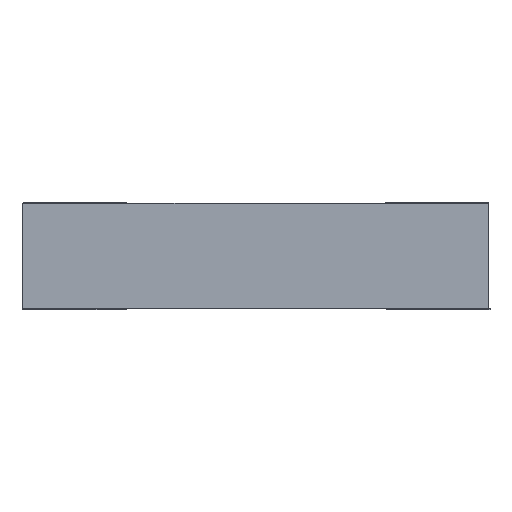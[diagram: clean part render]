
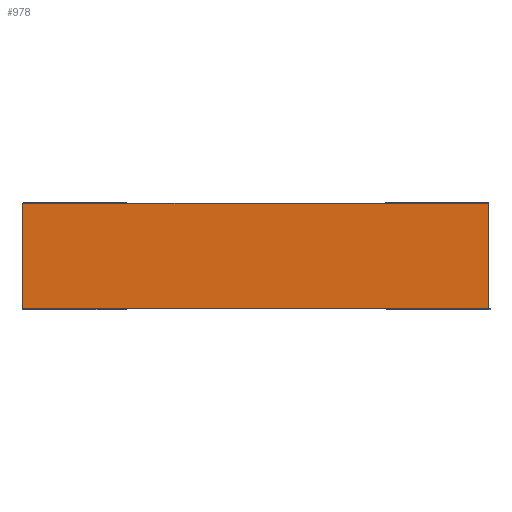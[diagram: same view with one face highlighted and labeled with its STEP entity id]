
A CAD part, front view. The second image highlights one B-rep face of the part: STEP entity #978.
In plain terms, the highlighted planar face has unit normal (0, -1, 0).
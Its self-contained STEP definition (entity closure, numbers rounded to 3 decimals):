
#33 = VERTEX_POINT('',#34);
#34 = CARTESIAN_POINT('',(-2.6,-1.8,0.));
#43 = PLANE('',#44);
#44 = AXIS2_PLACEMENT_3D('',#45,#46,#47);
#45 = CARTESIAN_POINT('',(-2.6,-1.8,0.));
#46 = DIRECTION('',(-1.,0.,0.));
#47 = DIRECTION('',(0.,1.,0.));
#55 = PLANE('',#56);
#56 = AXIS2_PLACEMENT_3D('',#57,#58,#59);
#57 = CARTESIAN_POINT('',(-2.6,1.8,0.));
#58 = DIRECTION('',(0.,0.,1.));
#59 = DIRECTION('',(1.,0.,0.));
#67 = EDGE_CURVE('',#33,#68,#70,.T.);
#68 = VERTEX_POINT('',#69);
#69 = CARTESIAN_POINT('',(-2.6,-1.8,1.18));
#70 = SURFACE_CURVE('',#71,(#75,#82),.PCURVE_S1.);
#71 = LINE('',#72,#73);
#72 = CARTESIAN_POINT('',(-2.6,-1.8,0.));
#73 = VECTOR('',#74,1.);
#74 = DIRECTION('',(0.,0.,1.));
#75 = PCURVE('',#43,#76);
#76 = DEFINITIONAL_REPRESENTATION('',(#77),#81);
#77 = LINE('',#78,#79);
#78 = CARTESIAN_POINT('',(0.,0.));
#79 = VECTOR('',#80,1.);
#80 = DIRECTION('',(0.,-1.));
#81 = ( GEOMETRIC_REPRESENTATION_CONTEXT(2) 
PARAMETRIC_REPRESENTATION_CONTEXT() REPRESENTATION_CONTEXT('2D SPACE',''
  ) );
#82 = PCURVE('',#83,#88);
#83 = PLANE('',#84);
#84 = AXIS2_PLACEMENT_3D('',#85,#86,#87);
#85 = CARTESIAN_POINT('',(2.6,-1.8,0.));
#86 = DIRECTION('',(0.,-1.,0.));
#87 = DIRECTION('',(-1.,0.,0.));
#88 = DEFINITIONAL_REPRESENTATION('',(#89),#93);
#89 = LINE('',#90,#91);
#90 = CARTESIAN_POINT('',(5.2,0.));
#91 = VECTOR('',#92,1.);
#92 = DIRECTION('',(0.,-1.));
#93 = ( GEOMETRIC_REPRESENTATION_CONTEXT(2) 
PARAMETRIC_REPRESENTATION_CONTEXT() REPRESENTATION_CONTEXT('2D SPACE',''
  ) );
#111 = PLANE('',#112);
#112 = AXIS2_PLACEMENT_3D('',#113,#114,#115);
#113 = CARTESIAN_POINT('',(-2.6,1.8,1.18));
#114 = DIRECTION('',(0.,0.,1.));
#115 = DIRECTION('',(1.,0.,0.));
#400 = EDGE_CURVE('',#401,#33,#403,.T.);
#401 = VERTEX_POINT('',#402);
#402 = CARTESIAN_POINT('',(2.6,-1.8,0.));
#403 = SURFACE_CURVE('',#404,(#408,#415),.PCURVE_S1.);
#404 = LINE('',#405,#406);
#405 = CARTESIAN_POINT('',(2.6,-1.8,0.));
#406 = VECTOR('',#407,1.);
#407 = DIRECTION('',(-1.,0.,0.));
#408 = PCURVE('',#55,#409);
#409 = DEFINITIONAL_REPRESENTATION('',(#410),#414);
#410 = LINE('',#411,#412);
#411 = CARTESIAN_POINT('',(5.2,-3.6));
#412 = VECTOR('',#413,1.);
#413 = DIRECTION('',(-1.,0.));
#414 = ( GEOMETRIC_REPRESENTATION_CONTEXT(2) 
PARAMETRIC_REPRESENTATION_CONTEXT() REPRESENTATION_CONTEXT('2D SPACE',''
  ) );
#415 = PCURVE('',#83,#416);
#416 = DEFINITIONAL_REPRESENTATION('',(#417),#421);
#417 = LINE('',#418,#419);
#418 = CARTESIAN_POINT('',(0.,0.));
#419 = VECTOR('',#420,1.);
#420 = DIRECTION('',(1.,0.));
#421 = ( GEOMETRIC_REPRESENTATION_CONTEXT(2) 
PARAMETRIC_REPRESENTATION_CONTEXT() REPRESENTATION_CONTEXT('2D SPACE',''
  ) );
#439 = PLANE('',#440);
#440 = AXIS2_PLACEMENT_3D('',#441,#442,#443);
#441 = CARTESIAN_POINT('',(2.6,1.8,0.));
#442 = DIRECTION('',(1.,0.,0.));
#443 = DIRECTION('',(0.,-1.,0.));
#930 = EDGE_CURVE('',#931,#68,#933,.T.);
#931 = VERTEX_POINT('',#932);
#932 = CARTESIAN_POINT('',(-1.216,-1.8,1.18));
#933 = SURFACE_CURVE('',#934,(#938,#945),.PCURVE_S1.);
#934 = LINE('',#935,#936);
#935 = CARTESIAN_POINT('',(2.6,-1.8,1.18));
#936 = VECTOR('',#937,1.);
#937 = DIRECTION('',(-1.,0.,0.));
#938 = PCURVE('',#111,#939);
#939 = DEFINITIONAL_REPRESENTATION('',(#940),#944);
#940 = LINE('',#941,#942);
#941 = CARTESIAN_POINT('',(5.2,-3.6));
#942 = VECTOR('',#943,1.);
#943 = DIRECTION('',(-1.,0.));
#944 = ( GEOMETRIC_REPRESENTATION_CONTEXT(2) 
PARAMETRIC_REPRESENTATION_CONTEXT() REPRESENTATION_CONTEXT('2D SPACE',''
  ) );
#945 = PCURVE('',#83,#946);
#946 = DEFINITIONAL_REPRESENTATION('',(#947),#951);
#947 = LINE('',#948,#949);
#948 = CARTESIAN_POINT('',(0.,-1.18));
#949 = VECTOR('',#950,1.);
#950 = DIRECTION('',(1.,0.));
#951 = ( GEOMETRIC_REPRESENTATION_CONTEXT(2) 
PARAMETRIC_REPRESENTATION_CONTEXT() REPRESENTATION_CONTEXT('2D SPACE',''
  ) );
#978 = ADVANCED_FACE('',(#979),#83,.T.);
#979 = FACE_BOUND('',#980,.T.);
#980 = EDGE_LOOP('',(#981,#1004,#1032,#1058,#1059,#1060));
#981 = ORIENTED_EDGE('',*,*,#982,.T.);
#982 = EDGE_CURVE('',#401,#983,#985,.T.);
#983 = VERTEX_POINT('',#984);
#984 = CARTESIAN_POINT('',(2.6,-1.8,1.18));
#985 = SURFACE_CURVE('',#986,(#990,#997),.PCURVE_S1.);
#986 = LINE('',#987,#988);
#987 = CARTESIAN_POINT('',(2.6,-1.8,0.));
#988 = VECTOR('',#989,1.);
#989 = DIRECTION('',(0.,0.,1.));
#990 = PCURVE('',#83,#991);
#991 = DEFINITIONAL_REPRESENTATION('',(#992),#996);
#992 = LINE('',#993,#994);
#993 = CARTESIAN_POINT('',(0.,0.));
#994 = VECTOR('',#995,1.);
#995 = DIRECTION('',(0.,-1.));
#996 = ( GEOMETRIC_REPRESENTATION_CONTEXT(2) 
PARAMETRIC_REPRESENTATION_CONTEXT() REPRESENTATION_CONTEXT('2D SPACE',''
  ) );
#997 = PCURVE('',#439,#998);
#998 = DEFINITIONAL_REPRESENTATION('',(#999),#1003);
#999 = LINE('',#1000,#1001);
#1000 = CARTESIAN_POINT('',(3.6,0.));
#1001 = VECTOR('',#1002,1.);
#1002 = DIRECTION('',(0.,-1.));
#1003 = ( GEOMETRIC_REPRESENTATION_CONTEXT(2) 
PARAMETRIC_REPRESENTATION_CONTEXT() REPRESENTATION_CONTEXT('2D SPACE',''
  ) );
#1004 = ORIENTED_EDGE('',*,*,#1005,.T.);
#1005 = EDGE_CURVE('',#983,#1006,#1008,.T.);
#1006 = VERTEX_POINT('',#1007);
#1007 = CARTESIAN_POINT('',(-0.816,-1.8,1.18));
#1008 = SURFACE_CURVE('',#1009,(#1013,#1020),.PCURVE_S1.);
#1009 = LINE('',#1010,#1011);
#1010 = CARTESIAN_POINT('',(2.6,-1.8,1.18));
#1011 = VECTOR('',#1012,1.);
#1012 = DIRECTION('',(-1.,0.,0.));
#1013 = PCURVE('',#83,#1014);
#1014 = DEFINITIONAL_REPRESENTATION('',(#1015),#1019);
#1015 = LINE('',#1016,#1017);
#1016 = CARTESIAN_POINT('',(0.,-1.18));
#1017 = VECTOR('',#1018,1.);
#1018 = DIRECTION('',(1.,0.));
#1019 = ( GEOMETRIC_REPRESENTATION_CONTEXT(2) 
PARAMETRIC_REPRESENTATION_CONTEXT() REPRESENTATION_CONTEXT('2D SPACE',''
  ) );
#1020 = PCURVE('',#1021,#1026);
#1021 = PLANE('',#1022);
#1022 = AXIS2_PLACEMENT_3D('',#1023,#1024,#1025);
#1023 = CARTESIAN_POINT('',(-2.6,1.8,1.18));
#1024 = DIRECTION('',(0.,0.,1.));
#1025 = DIRECTION('',(1.,0.,0.));
#1026 = DEFINITIONAL_REPRESENTATION('',(#1027),#1031);
#1027 = LINE('',#1028,#1029);
#1028 = CARTESIAN_POINT('',(5.2,-3.6));
#1029 = VECTOR('',#1030,1.);
#1030 = DIRECTION('',(-1.,0.));
#1031 = ( GEOMETRIC_REPRESENTATION_CONTEXT(2) 
PARAMETRIC_REPRESENTATION_CONTEXT() REPRESENTATION_CONTEXT('2D SPACE',''
  ) );
#1032 = ORIENTED_EDGE('',*,*,#1033,.T.);
#1033 = EDGE_CURVE('',#1006,#931,#1034,.T.);
#1034 = SURFACE_CURVE('',#1035,(#1039,#1046),.PCURVE_S1.);
#1035 = LINE('',#1036,#1037);
#1036 = CARTESIAN_POINT('',(-0.816,-1.8,1.18));
#1037 = VECTOR('',#1038,1.);
#1038 = DIRECTION('',(-1.,0.,0.));
#1039 = PCURVE('',#83,#1040);
#1040 = DEFINITIONAL_REPRESENTATION('',(#1041),#1045);
#1041 = LINE('',#1042,#1043);
#1042 = CARTESIAN_POINT('',(3.416,-1.18));
#1043 = VECTOR('',#1044,1.);
#1044 = DIRECTION('',(1.,0.));
#1045 = ( GEOMETRIC_REPRESENTATION_CONTEXT(2) 
PARAMETRIC_REPRESENTATION_CONTEXT() REPRESENTATION_CONTEXT('2D SPACE',''
  ) );
#1046 = PCURVE('',#1047,#1052);
#1047 = PLANE('',#1048);
#1048 = AXIS2_PLACEMENT_3D('',#1049,#1050,#1051);
#1049 = CARTESIAN_POINT('',(-0.816,-1.8,1.18));
#1050 = DIRECTION('',(0.,-1.,0.));
#1051 = DIRECTION('',(-1.,0.,0.));
#1052 = DEFINITIONAL_REPRESENTATION('',(#1053),#1057);
#1053 = LINE('',#1054,#1055);
#1054 = CARTESIAN_POINT('',(0.,0.));
#1055 = VECTOR('',#1056,1.);
#1056 = DIRECTION('',(1.,0.));
#1057 = ( GEOMETRIC_REPRESENTATION_CONTEXT(2) 
PARAMETRIC_REPRESENTATION_CONTEXT() REPRESENTATION_CONTEXT('2D SPACE',''
  ) );
#1058 = ORIENTED_EDGE('',*,*,#930,.T.);
#1059 = ORIENTED_EDGE('',*,*,#67,.F.);
#1060 = ORIENTED_EDGE('',*,*,#400,.F.);
